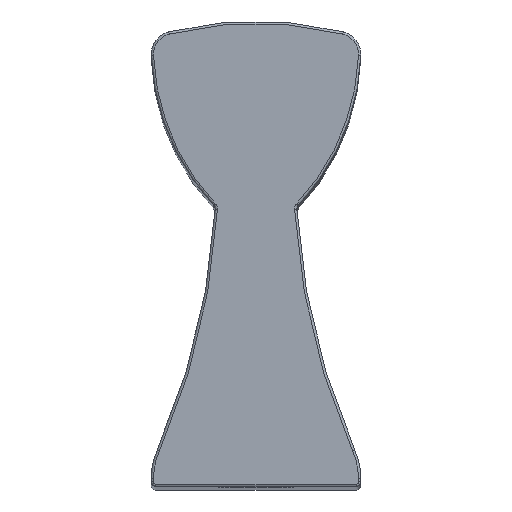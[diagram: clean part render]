
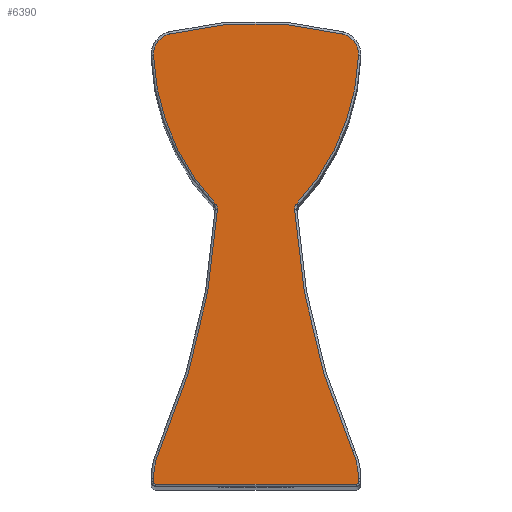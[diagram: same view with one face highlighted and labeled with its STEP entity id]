
A CAD part, top view. The second image highlights one B-rep face of the part: STEP entity #6390.
In plain terms, the highlighted planar face has unit normal (0, 0, 1).
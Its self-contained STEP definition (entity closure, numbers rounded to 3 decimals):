
#4910=CARTESIAN_POINT('',(0.,0.,99.5));
#4920=DIRECTION('',(0.,0.,1.));
#4930=DIRECTION('',(1.,0.,0.));
#4940=AXIS2_PLACEMENT_3D('',#4910,#4920,#4930);
#4950=PLANE('',#4940);
#4960=CARTESIAN_POINT('',(-4.3,0.2,99.5));
#4970=DIRECTION('',(0.,0.,1.));
#4980=DIRECTION('',(1.,0.,0.));
#4990=AXIS2_PLACEMENT_3D('',#4960,#4970,#4980);
#5000=CIRCLE('',#4990,0.1);
#5010=CARTESIAN_POINT('',(-4.4,0.2,99.5));
#5020=VERTEX_POINT('',#5010);
#5030=CARTESIAN_POINT('',(-4.3,0.1,99.5));
#5040=VERTEX_POINT('',#5030);
#5050=EDGE_CURVE('',#5020,#5040,#5000,.T.);
#5060=ORIENTED_EDGE('',*,*,#5050,.T.);
#5070=CARTESIAN_POINT('',(-4.4,0.,99.5));
#5080=DIRECTION('',(-0.,-1.,0.));
#5090=VECTOR('',#5080,1.);
#5100=LINE('',#5070,#5090);
#5110=CARTESIAN_POINT('',(-4.4,0.353,99.5));
#5120=VERTEX_POINT('',#5110);
#5130=EDGE_CURVE('',#5120,#5020,#5100,.T.);
#5140=ORIENTED_EDGE('',*,*,#5130,.T.);
#5150=CARTESIAN_POINT('',(-1.5,0.353,99.5));
#5160=DIRECTION('',(0.,0.,1.));
#5170=DIRECTION('',(1.,0.,-0.));
#5180=AXIS2_PLACEMENT_3D('',#5150,#5160,#5170);
#5190=CIRCLE('',#5180,2.9);
#5200=CARTESIAN_POINT('',(-4.154,1.521,99.5));
#5210=VERTEX_POINT('',#5200);
#5220=EDGE_CURVE('',#5210,#5120,#5190,.T.);
#5230=ORIENTED_EDGE('',*,*,#5220,.T.);
#5240=CARTESIAN_POINT('',(-31.705,13.645,99.5));
#5250=DIRECTION('',(0.,0.,1.));
#5260=DIRECTION('',(1.,0.,-0.));
#5270=AXIS2_PLACEMENT_3D('',#5240,#5250,#5260);
#5280=CIRCLE('',#5270,30.1);
#5290=CARTESIAN_POINT('',(-1.655,11.908,99.5));
#5300=VERTEX_POINT('',#5290);
#5310=EDGE_CURVE('',#5210,#5300,#5280,.T.);
#5320=ORIENTED_EDGE('',*,*,#5310,.F.);
#5330=CARTESIAN_POINT('',(-1.955,11.925,99.5));
#5340=DIRECTION('',(0.,0.,1.));
#5350=DIRECTION('',(1.,0.,-0.));
#5360=AXIS2_PLACEMENT_3D('',#5330,#5340,#5350);
#5370=CIRCLE('',#5360,0.3);
#5380=CARTESIAN_POINT('',(-1.735,12.13,99.5));
#5390=VERTEX_POINT('',#5380);
#5400=EDGE_CURVE('',#5300,#5390,#5370,.T.);
#5410=ORIENTED_EDGE('',*,*,#5400,.F.);
#5420=CARTESIAN_POINT('',(5.494,18.894,99.5));
#5430=DIRECTION('',(0.,0.,1.));
#5440=DIRECTION('',(1.,0.,-0.));
#5450=AXIS2_PLACEMENT_3D('',#5420,#5430,#5440);
#5460=CIRCLE('',#5450,9.9);
#5470=CARTESIAN_POINT('',(-4.399,18.522,99.5));
#5480=VERTEX_POINT('',#5470);
#5490=EDGE_CURVE('',#5480,#5390,#5460,.T.);
#5500=ORIENTED_EDGE('',*,*,#5490,.T.);
#5510=CARTESIAN_POINT('',(-3.5,18.555,99.5));
#5520=DIRECTION('',(0.,0.,1.));
#5530=DIRECTION('',(1.,0.,-0.));
#5540=AXIS2_PLACEMENT_3D('',#5510,#5520,#5530);
#5550=CIRCLE('',#5540,0.9);
#5560=CARTESIAN_POINT('',(-3.725,19.427,99.5));
#5570=VERTEX_POINT('',#5560);
#5580=EDGE_CURVE('',#5570,#5480,#5550,.T.);
#5590=ORIENTED_EDGE('',*,*,#5580,.T.);
#5600=CARTESIAN_POINT('',(0.,5.,99.5));
#5610=DIRECTION('',(0.,0.,-1.));
#5620=DIRECTION('',(-1.,0.,-0.));
#5630=AXIS2_PLACEMENT_3D('',#5600,#5610,#5620);
#5640=CIRCLE('',#5630,14.9);
#5650=CARTESIAN_POINT('',(3.725,19.427,99.5));
#5660=VERTEX_POINT('',#5650);
#5670=EDGE_CURVE('',#5570,#5660,#5640,.T.);
#5680=ORIENTED_EDGE('',*,*,#5670,.F.);
#5690=CARTESIAN_POINT('',(3.5,18.555,99.5));
#5700=DIRECTION('',(0.,0.,-1.));
#5710=DIRECTION('',(-1.,0.,-0.));
#5720=AXIS2_PLACEMENT_3D('',#5690,#5700,#5710);
#5730=CIRCLE('',#5720,0.9);
#5740=CARTESIAN_POINT('',(4.399,18.522,99.5));
#5750=VERTEX_POINT('',#5740);
#5760=EDGE_CURVE('',#5660,#5750,#5730,.T.);
#5770=ORIENTED_EDGE('',*,*,#5760,.F.);
#5780=CARTESIAN_POINT('',(-5.494,18.894,99.5));
#5790=DIRECTION('',(0.,0.,-1.));
#5800=DIRECTION('',(-1.,0.,-0.));
#5810=AXIS2_PLACEMENT_3D('',#5780,#5790,#5800);
#5820=CIRCLE('',#5810,9.9);
#5830=CARTESIAN_POINT('',(1.735,12.13,99.5));
#5840=VERTEX_POINT('',#5830);
#5850=EDGE_CURVE('',#5750,#5840,#5820,.T.);
#5860=ORIENTED_EDGE('',*,*,#5850,.F.);
#5870=CARTESIAN_POINT('',(1.955,11.925,99.5));
#5880=DIRECTION('',(0.,0.,1.));
#5890=DIRECTION('',(1.,0.,-0.));
#5900=AXIS2_PLACEMENT_3D('',#5870,#5880,#5890);
#5910=CIRCLE('',#5900,0.3);
#5920=CARTESIAN_POINT('',(1.655,11.908,99.5));
#5930=VERTEX_POINT('',#5920);
#5940=EDGE_CURVE('',#5840,#5930,#5910,.T.);
#5950=ORIENTED_EDGE('',*,*,#5940,.F.);
#5960=CARTESIAN_POINT('',(31.705,13.645,99.5));
#5970=DIRECTION('',(0.,0.,-1.));
#5980=DIRECTION('',(-1.,0.,-0.));
#5990=AXIS2_PLACEMENT_3D('',#5960,#5970,#5980);
#6000=CIRCLE('',#5990,30.1);
#6010=CARTESIAN_POINT('',(4.154,1.521,99.5));
#6020=VERTEX_POINT('',#6010);
#6030=EDGE_CURVE('',#6020,#5930,#6000,.T.);
#6040=ORIENTED_EDGE('',*,*,#6030,.T.);
#6050=CARTESIAN_POINT('',(1.5,0.353,99.5));
#6060=DIRECTION('',(0.,0.,1.));
#6070=DIRECTION('',(1.,0.,-0.));
#6080=AXIS2_PLACEMENT_3D('',#6050,#6060,#6070);
#6090=CIRCLE('',#6080,2.9);
#6100=CARTESIAN_POINT('',(4.4,0.353,99.5));
#6110=VERTEX_POINT('',#6100);
#6120=EDGE_CURVE('',#6110,#6020,#6090,.T.);
#6130=ORIENTED_EDGE('',*,*,#6120,.T.);
#6140=CARTESIAN_POINT('',(4.4,0.,99.5));
#6150=DIRECTION('',(-0.,1.,0.));
#6160=VECTOR('',#6150,1.);
#6170=LINE('',#6140,#6160);
#6180=CARTESIAN_POINT('',(4.4,0.2,99.5));
#6190=VERTEX_POINT('',#6180);
#6200=EDGE_CURVE('',#6190,#6110,#6170,.T.);
#6210=ORIENTED_EDGE('',*,*,#6200,.T.);
#6220=CARTESIAN_POINT('',(4.3,0.2,99.5));
#6230=DIRECTION('',(-0.,0.,1.));
#6240=DIRECTION('',(1.,0.,0.));
#6250=AXIS2_PLACEMENT_3D('',#6220,#6230,#6240);
#6260=CIRCLE('',#6250,0.1);
#6270=CARTESIAN_POINT('',(4.3,0.1,99.5));
#6280=VERTEX_POINT('',#6270);
#6290=EDGE_CURVE('',#6280,#6190,#6260,.T.);
#6300=ORIENTED_EDGE('',*,*,#6290,.T.);
#6310=CARTESIAN_POINT('',(0.,0.1,99.5));
#6320=DIRECTION('',(1.,0.,-0.));
#6330=VECTOR('',#6320,1.);
#6340=LINE('',#6310,#6330);
#6350=EDGE_CURVE('',#5040,#6280,#6340,.T.);
#6360=ORIENTED_EDGE('',*,*,#6350,.T.);
#6370=EDGE_LOOP('',(#6360,#6300,#6210,#6130,#6040,#5950,#5860,#5770,
#5680,#5590,#5500,#5410,#5320,#5230,#5140,#5060));
#6380=FACE_OUTER_BOUND('',#6370,.T.);
#6390=ADVANCED_FACE('',(#6380),#4950,.T.);
